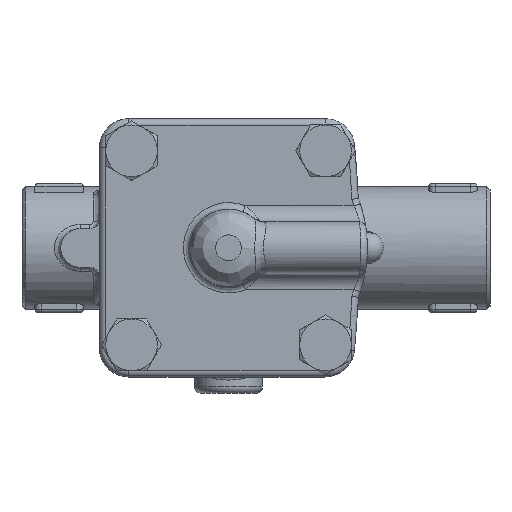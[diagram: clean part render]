
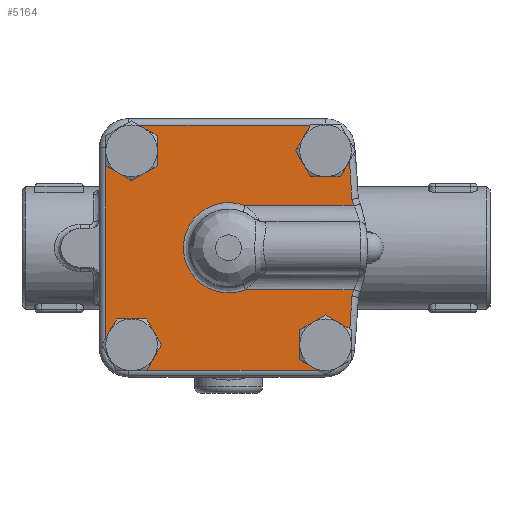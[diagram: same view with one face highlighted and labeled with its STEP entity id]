
A CAD part, top view. The second image highlights one B-rep face of the part: STEP entity #5164.
In plain terms, the highlighted planar face has unit normal (0, 0, 1).
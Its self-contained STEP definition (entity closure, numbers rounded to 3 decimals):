
#4350=CARTESIAN_POINT('',(-22.052,34.671,81.5));
#4351=VERTEX_POINT('',#4350);
#4358=CARTESIAN_POINT('',(-27.818,38.0,81.5));
#4359=VERTEX_POINT('',#4358);
#4360=CARTESIAN_POINT('',(-27.818,38.0,81.5));
#4361=DIRECTION('',(0.866,-0.5,0.));
#4362=VECTOR('',#4361,6.658);
#4363=LINE('',#4360,#4362);
#4364=EDGE_CURVE('',#4359,#4351,#4363,.T.);
#4383=CARTESIAN_POINT('',(-22.052,25.433,81.5));
#4384=VERTEX_POINT('',#4383);
#4391=CARTESIAN_POINT('',(-22.052,34.671,81.5));
#4392=DIRECTION('',(0.0,-1.0,0.0));
#4393=VECTOR('',#4392,9.238);
#4394=LINE('',#4391,#4393);
#4395=EDGE_CURVE('',#4351,#4384,#4394,.T.);
#4408=CARTESIAN_POINT('',(-30.052,20.814,81.5));
#4409=VERTEX_POINT('',#4408);
#4416=CARTESIAN_POINT('',(-22.052,25.433,81.5));
#4417=DIRECTION('',(-0.866,-0.5,0.));
#4418=VECTOR('',#4417,9.238);
#4419=LINE('',#4416,#4418);
#4420=EDGE_CURVE('',#4384,#4409,#4419,.T.);
#4465=CARTESIAN_POINT('',(34.671,22.052,81.5));
#4466=VERTEX_POINT('',#4465);
#4473=CARTESIAN_POINT('',(37.433,26.836,81.5));
#4474=VERTEX_POINT('',#4473);
#4475=CARTESIAN_POINT('',(37.433,26.836,81.5));
#4476=DIRECTION('',(-0.5,-0.866,0.));
#4477=VECTOR('',#4476,5.524);
#4478=LINE('',#4475,#4477);
#4479=EDGE_CURVE('',#4474,#4466,#4478,.T.);
#4498=CARTESIAN_POINT('',(25.433,22.052,81.5));
#4499=VERTEX_POINT('',#4498);
#4506=CARTESIAN_POINT('',(34.671,22.052,81.5));
#4507=DIRECTION('',(-1.0,0.0,0.0));
#4508=VECTOR('',#4507,9.238);
#4509=LINE('',#4506,#4508);
#4510=EDGE_CURVE('',#4466,#4499,#4509,.T.);
#4523=CARTESIAN_POINT('',(20.814,30.052,81.5));
#4524=VERTEX_POINT('',#4523);
#4531=CARTESIAN_POINT('',(25.433,22.052,81.5));
#4532=DIRECTION('',(-0.5,0.866,0.));
#4533=VECTOR('',#4532,9.238);
#4534=LINE('',#4531,#4533);
#4535=EDGE_CURVE('',#4499,#4524,#4534,.T.);
#4580=CARTESIAN_POINT('',(22.052,-34.671,81.5));
#4581=VERTEX_POINT('',#4580);
#4588=CARTESIAN_POINT('',(27.818,-38.,81.5));
#4589=VERTEX_POINT('',#4588);
#4590=CARTESIAN_POINT('',(27.818,-38.,81.5));
#4591=DIRECTION('',(-0.866,0.5,0.));
#4592=VECTOR('',#4591,6.658);
#4593=LINE('',#4590,#4592);
#4594=EDGE_CURVE('',#4589,#4581,#4593,.T.);
#4613=CARTESIAN_POINT('',(22.052,-25.433,81.5));
#4614=VERTEX_POINT('',#4613);
#4621=CARTESIAN_POINT('',(22.052,-34.671,81.5));
#4622=DIRECTION('',(0.0,1.0,0.0));
#4623=VECTOR('',#4622,9.238);
#4624=LINE('',#4621,#4623);
#4625=EDGE_CURVE('',#4581,#4614,#4624,.T.);
#4638=CARTESIAN_POINT('',(30.052,-20.814,81.5));
#4639=VERTEX_POINT('',#4638);
#4646=CARTESIAN_POINT('',(22.052,-25.433,81.5));
#4647=DIRECTION('',(0.866,0.5,0.));
#4648=VECTOR('',#4647,9.238);
#4649=LINE('',#4646,#4648);
#4650=EDGE_CURVE('',#4614,#4639,#4649,.T.);
#4715=CARTESIAN_POINT('',(-38.,25.403,81.5));
#4716=VERTEX_POINT('',#4715);
#4768=CARTESIAN_POINT('',(-30.052,20.814,81.5));
#4769=DIRECTION('',(-0.866,0.5,0.0));
#4770=VECTOR('',#4769,9.178);
#4771=LINE('',#4768,#4770);
#4772=EDGE_CURVE('',#4409,#4716,#4771,.T.);
#4831=CARTESIAN_POINT('',(25.403,38.,81.5));
#4832=VERTEX_POINT('',#4831);
#4889=CARTESIAN_POINT('',(20.814,30.052,81.5));
#4890=DIRECTION('',(0.5,0.866,0.));
#4891=VECTOR('',#4890,9.178);
#4892=LINE('',#4889,#4891);
#4893=EDGE_CURVE('',#4524,#4832,#4892,.T.);
#4952=CARTESIAN_POINT('',(37.563,-25.151,81.5));
#4953=VERTEX_POINT('',#4952);
#5010=CARTESIAN_POINT('',(30.052,-20.814,81.5));
#5011=DIRECTION('',(0.866,-0.5,0.0));
#5012=VECTOR('',#5011,8.673);
#5013=LINE('',#5010,#5012);
#5014=EDGE_CURVE('',#4639,#4953,#5013,.T.);
#5034=CARTESIAN_POINT('',(41.117,0.,81.5));
#5035=DIRECTION('',(0.0,0.0,1.0));
#5036=DIRECTION('',(1.0,0.0,0.0));
#5037=AXIS2_PLACEMENT_3D('',#5034,#5035,#5036);
#5038=PLANE('',#5037);
#5039=ORIENTED_EDGE('',*,*,#4772,.T.);
#5040=CARTESIAN_POINT('',(-38.,-27.818,81.5));
#5041=VERTEX_POINT('',#5040);
#5042=CARTESIAN_POINT('',(-38.,-27.818,81.5));
#5043=DIRECTION('',(0.0,1.0,0.0));
#5044=VECTOR('',#5043,53.222);
#5045=LINE('',#5042,#5044);
#5046=EDGE_CURVE('',#5041,#4716,#5045,.T.);
#5047=ORIENTED_EDGE('',*,*,#5046,.F.);
#5048=CARTESIAN_POINT('',(-34.671,-22.052,81.5));
#5049=VERTEX_POINT('',#5048);
#5050=CARTESIAN_POINT('',(-38.,-27.818,81.5));
#5051=DIRECTION('',(0.5,0.866,0.));
#5052=VECTOR('',#5051,6.658);
#5053=LINE('',#5050,#5052);
#5054=EDGE_CURVE('',#5041,#5049,#5053,.T.);
#5055=ORIENTED_EDGE('',*,*,#5054,.T.);
#5056=CARTESIAN_POINT('',(-25.433,-22.052,81.5));
#5057=VERTEX_POINT('',#5056);
#5058=CARTESIAN_POINT('',(-34.671,-22.052,81.5));
#5059=DIRECTION('',(1.0,0.0,0.0));
#5060=VECTOR('',#5059,9.238);
#5061=LINE('',#5058,#5060);
#5062=EDGE_CURVE('',#5049,#5057,#5061,.T.);
#5063=ORIENTED_EDGE('',*,*,#5062,.T.);
#5064=CARTESIAN_POINT('',(-20.814,-30.052,81.5));
#5065=VERTEX_POINT('',#5064);
#5066=CARTESIAN_POINT('',(-25.433,-22.052,81.5));
#5067=DIRECTION('',(0.5,-0.866,0.));
#5068=VECTOR('',#5067,9.238);
#5069=LINE('',#5066,#5068);
#5070=EDGE_CURVE('',#5057,#5065,#5069,.T.);
#5071=ORIENTED_EDGE('',*,*,#5070,.T.);
#5072=CARTESIAN_POINT('',(-25.403,-38.0,81.5));
#5073=VERTEX_POINT('',#5072);
#5074=CARTESIAN_POINT('',(-20.814,-30.052,81.5));
#5075=DIRECTION('',(-0.5,-0.866,0.));
#5076=VECTOR('',#5075,9.178);
#5077=LINE('',#5074,#5076);
#5078=EDGE_CURVE('',#5065,#5073,#5077,.T.);
#5079=ORIENTED_EDGE('',*,*,#5078,.T.);
#5080=CARTESIAN_POINT('',(27.818,-38.,81.5));
#5081=DIRECTION('',(-1.0,0.0,0.0));
#5082=VECTOR('',#5081,53.222);
#5083=LINE('',#5080,#5082);
#5084=EDGE_CURVE('',#4589,#5073,#5083,.T.);
#5085=ORIENTED_EDGE('',*,*,#5084,.F.);
#5086=ORIENTED_EDGE('',*,*,#4594,.T.);
#5087=ORIENTED_EDGE('',*,*,#4625,.T.);
#5088=ORIENTED_EDGE('',*,*,#4650,.T.);
#5089=ORIENTED_EDGE('',*,*,#5014,.T.);
#5090=CARTESIAN_POINT('',(38.168,-14.973,81.5));
#5091=VERTEX_POINT('',#5090);
#5092=CARTESIAN_POINT('',(-299.5,0.,81.5));
#5093=DIRECTION('',(0.,0.,-1.0));
#5094=DIRECTION('',(0.998,-0.069,0.));
#5095=AXIS2_PLACEMENT_3D('',#5092,#5093,#5094);
#5096=CIRCLE('',#5095,338.0);
#5097=EDGE_CURVE('',#5091,#4953,#5096,.T.);
#5098=ORIENTED_EDGE('',*,*,#5097,.F.);
#5099=CARTESIAN_POINT('',(38.885,-13.,81.5));
#5100=VERTEX_POINT('',#5099);
#5101=CARTESIAN_POINT('',(0.,0.,81.5));
#5102=DIRECTION('',(0.,0.,-1.0));
#5103=DIRECTION('',(0.944,-0.33,0.));
#5104=AXIS2_PLACEMENT_3D('',#5101,#5102,#5103);
#5105=CIRCLE('',#5104,41.);
#5106=EDGE_CURVE('',#5100,#5091,#5105,.T.);
#5107=ORIENTED_EDGE('',*,*,#5106,.F.);
#5108=CARTESIAN_POINT('',(5.197,-13.,81.5));
#5109=VERTEX_POINT('',#5108);
#5110=CARTESIAN_POINT('',(5.197,-13.,81.5));
#5111=DIRECTION('',(1.0,0.0,0.0));
#5112=VECTOR('',#5111,33.687);
#5113=LINE('',#5110,#5112);
#5114=EDGE_CURVE('',#5109,#5100,#5113,.T.);
#5115=ORIENTED_EDGE('',*,*,#5114,.F.);
#5116=CARTESIAN_POINT('',(5.197,13.,81.5));
#5117=VERTEX_POINT('',#5116);
#5118=CARTESIAN_POINT('',(0.,0.,81.5));
#5119=DIRECTION('',(0.0,0.0,1.0));
#5120=DIRECTION('',(-1.0,0.0,0.0));
#5121=AXIS2_PLACEMENT_3D('',#5118,#5119,#5120);
#5122=CIRCLE('',#5121,14.);
#5123=EDGE_CURVE('',#5117,#5109,#5122,.T.);
#5124=ORIENTED_EDGE('',*,*,#5123,.F.);
#5125=CARTESIAN_POINT('',(38.885,13.,81.5));
#5126=VERTEX_POINT('',#5125);
#5127=CARTESIAN_POINT('',(38.885,13.,81.5));
#5128=DIRECTION('',(-1.0,0.0,0.0));
#5129=VECTOR('',#5128,33.687);
#5130=LINE('',#5127,#5129);
#5131=EDGE_CURVE('',#5126,#5117,#5130,.T.);
#5132=ORIENTED_EDGE('',*,*,#5131,.F.);
#5133=CARTESIAN_POINT('',(38.168,14.973,81.5));
#5134=VERTEX_POINT('',#5133);
#5135=CARTESIAN_POINT('',(0.,0.,81.5));
#5136=DIRECTION('',(0.,0.,-1.));
#5137=DIRECTION('',(0.944,0.33,0.));
#5138=AXIS2_PLACEMENT_3D('',#5135,#5136,#5137);
#5139=CIRCLE('',#5138,41.);
#5140=EDGE_CURVE('',#5134,#5126,#5139,.T.);
#5141=ORIENTED_EDGE('',*,*,#5140,.F.);
#5142=CARTESIAN_POINT('',(-299.5,0.,81.5));
#5143=DIRECTION('',(0.,0.,-1.0));
#5144=DIRECTION('',(0.998,0.069,0.));
#5145=AXIS2_PLACEMENT_3D('',#5142,#5143,#5144);
#5146=CIRCLE('',#5145,338.0);
#5147=EDGE_CURVE('',#4474,#5134,#5146,.T.);
#5148=ORIENTED_EDGE('',*,*,#5147,.F.);
#5149=ORIENTED_EDGE('',*,*,#4479,.T.);
#5150=ORIENTED_EDGE('',*,*,#4510,.T.);
#5151=ORIENTED_EDGE('',*,*,#4535,.T.);
#5152=ORIENTED_EDGE('',*,*,#4893,.T.);
#5153=CARTESIAN_POINT('',(-27.818,38.0,81.5));
#5154=DIRECTION('',(1.0,0.0,0.0));
#5155=VECTOR('',#5154,53.222);
#5156=LINE('',#5153,#5155);
#5157=EDGE_CURVE('',#4359,#4832,#5156,.T.);
#5158=ORIENTED_EDGE('',*,*,#5157,.F.);
#5159=ORIENTED_EDGE('',*,*,#4364,.T.);
#5160=ORIENTED_EDGE('',*,*,#4395,.T.);
#5161=ORIENTED_EDGE('',*,*,#4420,.T.);
#5162=EDGE_LOOP('',(#5039,#5047,#5055,#5063,#5071,#5079,#5085,#5086,#5087,#5088,#5089,#5098,#5107,#5115,#5124,#5132,#5141,#5148,#5149,#5150,#5151,#5152,#5158,#5159,#5160,#5161));
#5163=FACE_OUTER_BOUND('',#5162,.T.);
#5164=ADVANCED_FACE('',(#5163),#5038,.T.);
